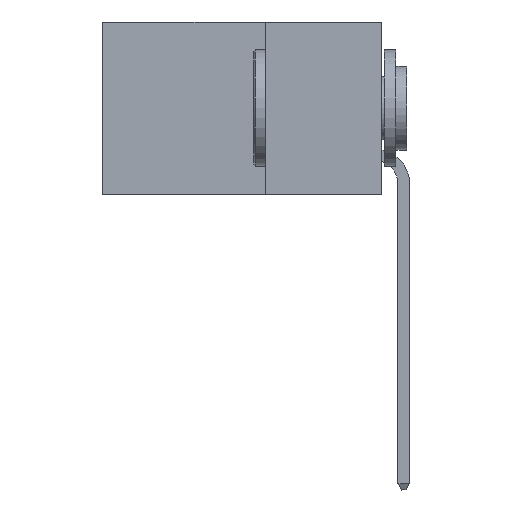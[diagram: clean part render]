
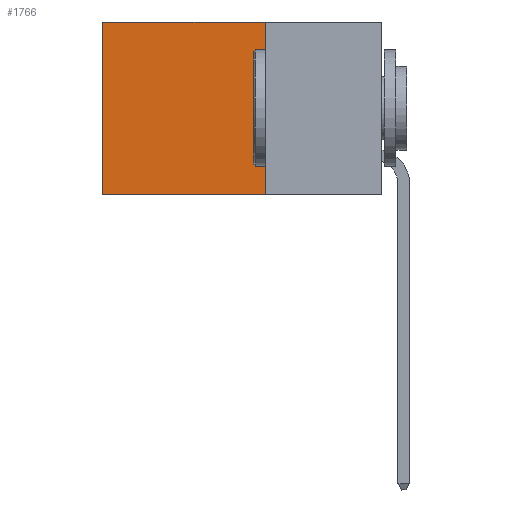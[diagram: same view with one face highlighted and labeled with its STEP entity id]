
A CAD part, left-side view. The second image highlights one B-rep face of the part: STEP entity #1766.
In plain terms, the highlighted planar face has unit normal (-1, 0, 0).
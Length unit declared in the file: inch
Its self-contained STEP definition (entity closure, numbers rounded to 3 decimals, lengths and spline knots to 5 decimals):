
#758 = CARTESIAN_POINT ( 'NONE',  ( 0.2875, 0.25, 0. ) ) ;
#783 = EDGE_CURVE ( 'NONE', #5412, #10288, #12615, .T. ) ;
#1561 = VERTEX_POINT ( 'NONE', #8690 ) ;
#1766 = ADVANCED_FACE ( 'NONE', ( #4123 ), #7011, .F. ) ;
#1823 = DIRECTION ( 'NONE',  ( 0., 0., -1. ) ) ;
#1879 = CARTESIAN_POINT ( 'NONE',  ( 0.2875, 0.6, 0. ) ) ;
#2451 = VECTOR ( 'NONE', #3980, 39.37008 ) ;
#3002 = DIRECTION ( 'NONE',  ( 0., 1., 0. ) ) ;
#3307 = EDGE_CURVE ( 'NONE', #1561, #12959, #11187, .T. ) ;
#3750 = EDGE_LOOP ( 'NONE', ( #6449, #13942, #12409, #8068 ) ) ;
#3980 = DIRECTION ( 'NONE',  ( 0., 1., 0. ) ) ;
#4082 = CARTESIAN_POINT ( 'NONE',  ( 0.2875, 0.25, 0. ) ) ;
#4123 = FACE_OUTER_BOUND ( 'NONE', #3750, .T. ) ;
#4128 = EDGE_CURVE ( 'NONE', #5412, #1561, #10098, .T. ) ;
#4134 = DIRECTION ( 'NONE',  ( 0., 0., -1. ) ) ;
#5412 = VERTEX_POINT ( 'NONE', #11715 ) ;
#6128 = DIRECTION ( 'NONE',  ( 1., 0., 0. ) ) ;
#6449 = ORIENTED_EDGE ( 'NONE', *, *, #3307, .T. ) ;
#6932 = EDGE_CURVE ( 'NONE', #10288, #12959, #8575, .T. ) ;
#7011 = PLANE ( 'NONE',  #11233 ) ;
#7237 = CARTESIAN_POINT ( 'NONE',  ( 0.2875, 0.25, -0.37 ) ) ;
#8068 = ORIENTED_EDGE ( 'NONE', *, *, #4128, .T. ) ;
#8217 = CARTESIAN_POINT ( 'NONE',  ( 0.2875, 0.25, -0.37 ) ) ;
#8343 = CARTESIAN_POINT ( 'NONE',  ( 0.2875, 0.6, -0.37 ) ) ;
#8575 = LINE ( 'NONE', #7237, #2451 ) ;
#8690 = CARTESIAN_POINT ( 'NONE',  ( 0.2875, 0.6, 0. ) ) ;
#9054 = VECTOR ( 'NONE', #3002, 39.37008 ) ;
#9681 = VECTOR ( 'NONE', #10797, 39.37008 ) ;
#10098 = LINE ( 'NONE', #11910, #9054 ) ;
#10288 = VERTEX_POINT ( 'NONE', #8217 ) ;
#10797 = DIRECTION ( 'NONE',  ( 0., 0., -1. ) ) ;
#11187 = LINE ( 'NONE', #1879, #13597 ) ;
#11233 = AXIS2_PLACEMENT_3D ( 'NONE', #4082, #6128, #4134 ) ;
#11715 = CARTESIAN_POINT ( 'NONE',  ( 0.2875, 0.25, 0. ) ) ;
#11910 = CARTESIAN_POINT ( 'NONE',  ( 0.2875, 0.25, 0. ) ) ;
#12409 = ORIENTED_EDGE ( 'NONE', *, *, #783, .F. ) ;
#12615 = LINE ( 'NONE', #758, #9681 ) ;
#12959 = VERTEX_POINT ( 'NONE', #8343 ) ;
#13597 = VECTOR ( 'NONE', #1823, 39.37008 ) ;
#13942 = ORIENTED_EDGE ( 'NONE', *, *, #6932, .F. ) ;
